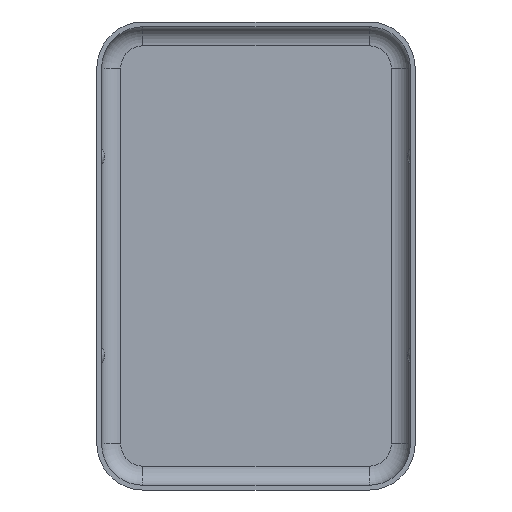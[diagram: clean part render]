
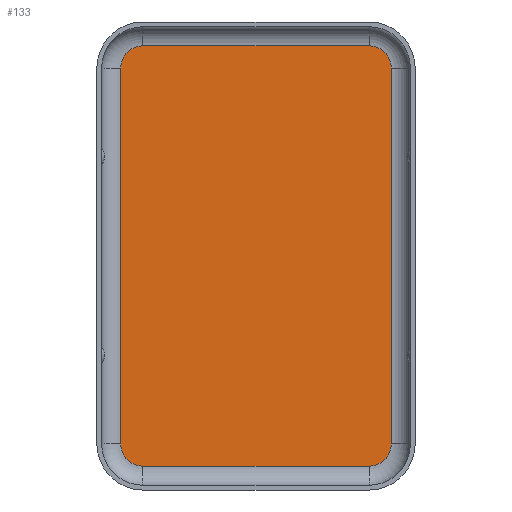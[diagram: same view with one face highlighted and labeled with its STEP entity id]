
A CAD part, front view. The second image highlights one B-rep face of the part: STEP entity #133.
In plain terms, the highlighted planar face has unit normal (0, -1, 0).
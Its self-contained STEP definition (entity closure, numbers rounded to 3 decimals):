
#133 = ADVANCED_FACE( 'NONE', ( #274 ), #275, .T. );
#274 = FACE_OUTER_BOUND( '', #485, .T. );
#275 = PLANE( '', #486 );
#485 = EDGE_LOOP( '', ( #796, #797, #798, #799, #800, #801, #802, #803 ) );
#486 = AXIS2_PLACEMENT_3D( '', #804, #805, #806 );
#796 = ORIENTED_EDGE( '', *, *, #916, .F. );
#797 = ORIENTED_EDGE( '', *, *, #958, .F. );
#798 = ORIENTED_EDGE( '', *, *, #986, .F. );
#799 = ORIENTED_EDGE( '', *, *, #995, .T. );
#800 = ORIENTED_EDGE( '', *, *, #929, .T. );
#801 = ORIENTED_EDGE( '', *, *, #991, .F. );
#802 = ORIENTED_EDGE( '', *, *, #934, .T. );
#803 = ORIENTED_EDGE( '', *, *, #952, .T. );
#804 = CARTESIAN_POINT( '', ( 7.1, 0., -11.8 ) );
#805 = DIRECTION( '', ( 0., -1., 0. ) );
#806 = DIRECTION( '', ( 0., 0., -1. ) );
#916 = EDGE_CURVE( 'NONE', #1073, #1075, #1076, .T. );
#929 = EDGE_CURVE( 'NONE', #1096, #1094, #1097, .T. );
#934 = EDGE_CURVE( 'NONE', #1105, #1103, #1106, .T. );
#952 = EDGE_CURVE( 'NONE', #1103, #1075, #1133, .T. );
#958 = EDGE_CURVE( 'NONE', #1139, #1073, #1141, .T. );
#986 = EDGE_CURVE( 'NONE', #1170, #1139, #1172, .T. );
#991 = EDGE_CURVE( 'NONE', #1105, #1094, #1178, .T. );
#995 = EDGE_CURVE( 'NONE', #1170, #1096, #1182, .T. );
#1073 = VERTEX_POINT( 'NONE', #1275 );
#1075 = VERTEX_POINT( 'NONE', #1277 );
#1076 = LINE( '', #1278, #1279 );
#1094 = VERTEX_POINT( 'NONE', #1300 );
#1096 = VERTEX_POINT( 'NONE', #1302 );
#1097 = LINE( '', #1303, #1304 );
#1103 = VERTEX_POINT( 'NONE', #1311 );
#1105 = VERTEX_POINT( 'NONE', #1313 );
#1106 = LINE( '', #1314, #1315 );
#1133 = CIRCLE( '', #1348, 1.4 );
#1139 = VERTEX_POINT( 'NONE', #1354 );
#1141 = CIRCLE( '', #1356, 1.4 );
#1170 = VERTEX_POINT( 'NONE', #1394 );
#1172 = LINE( '', #1396, #1397 );
#1178 = CIRCLE( '', #1403, 1.4 );
#1182 = CIRCLE( '', #1407, 1.4 );
#1275 = CARTESIAN_POINT( '', ( 7.1, 0., -13.2 ) );
#1277 = CARTESIAN_POINT( '', ( -7.1, 0., -13.2 ) );
#1278 = CARTESIAN_POINT( '', ( 7.1, 0., -13.2 ) );
#1279 = VECTOR( '', #1482, 1000. );
#1300 = CARTESIAN_POINT( '', ( -7.1, 0., 13.2 ) );
#1302 = CARTESIAN_POINT( '', ( 7.1, 0., 13.2 ) );
#1303 = CARTESIAN_POINT( '', ( 7.1, 0., 13.2 ) );
#1304 = VECTOR( '', #1504, 1000. );
#1311 = CARTESIAN_POINT( '', ( -8.5, 0., -11.8 ) );
#1313 = CARTESIAN_POINT( '', ( -8.5, 0., 11.8 ) );
#1314 = CARTESIAN_POINT( '', ( -8.5, 0., 0. ) );
#1315 = VECTOR( '', #1512, 1000. );
#1348 = AXIS2_PLACEMENT_3D( '', #1543, #1544, #1545 );
#1354 = CARTESIAN_POINT( '', ( 8.5, 0., -11.8 ) );
#1356 = AXIS2_PLACEMENT_3D( '', #1555, #1556, #1557 );
#1394 = CARTESIAN_POINT( '', ( 8.5, 0., 11.8 ) );
#1396 = CARTESIAN_POINT( '', ( 8.5, 0., 0. ) );
#1397 = VECTOR( '', #1588, 1000. );
#1403 = AXIS2_PLACEMENT_3D( '', #1592, #1593, #1594 );
#1407 = AXIS2_PLACEMENT_3D( '', #1598, #1599, #1600 );
#1482 = DIRECTION( '', ( -1., 0., 0. ) );
#1504 = DIRECTION( '', ( -1., 0., 0. ) );
#1512 = DIRECTION( '', ( 0., 0., -1. ) );
#1543 = CARTESIAN_POINT( '', ( -7.1, 0., -11.8 ) );
#1544 = DIRECTION( '', ( 0., -1., 0. ) );
#1545 = DIRECTION( '', ( 0., 0., 1. ) );
#1555 = CARTESIAN_POINT( '', ( 7.1, 0., -11.8 ) );
#1556 = DIRECTION( '', ( 0., 1., 0. ) );
#1557 = DIRECTION( '', ( 0., 0., 1. ) );
#1588 = DIRECTION( '', ( 0., 0., -1. ) );
#1592 = CARTESIAN_POINT( '', ( -7.1, 0., 11.8 ) );
#1593 = DIRECTION( '', ( 0., 1., 0. ) );
#1594 = DIRECTION( '', ( 0., 0., -1. ) );
#1598 = CARTESIAN_POINT( '', ( 7.1, 0., 11.8 ) );
#1599 = DIRECTION( '', ( 0., -1., 0. ) );
#1600 = DIRECTION( '', ( 0., 0., -1. ) );
